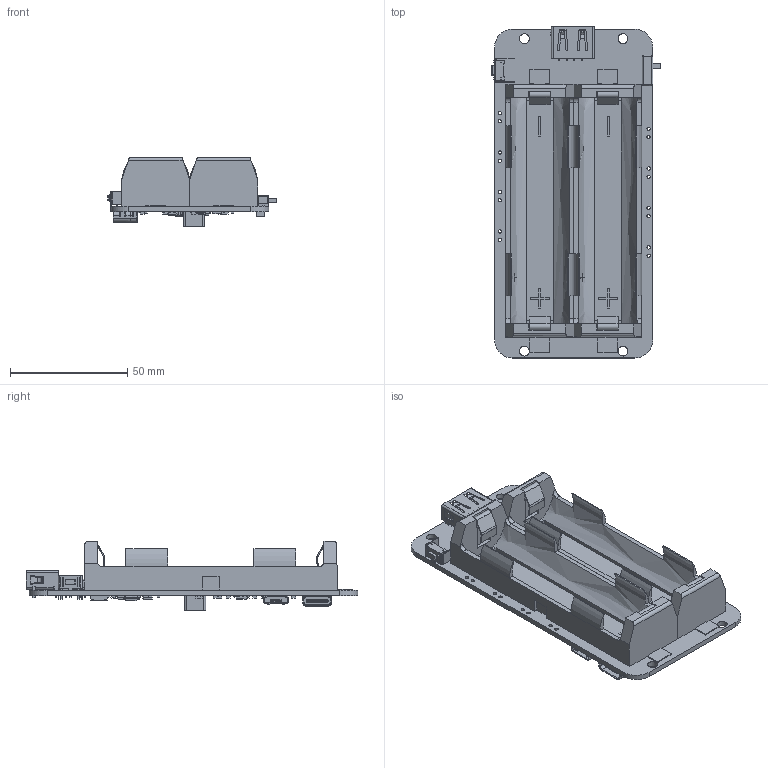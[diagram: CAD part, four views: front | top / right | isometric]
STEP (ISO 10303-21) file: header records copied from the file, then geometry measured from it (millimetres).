
FILE_DESCRIPTION(('FreeCAD Model'),'2;1');
FILE_NAME('Open CASCADE Shape Model','2025-05-05T03:42:17',('FreeCAD'),( 'FreeCAD'),'Open CASCADE STEP processor 7.6','FreeCAD','Unknown');
FILE_SCHEMA(('AUTOMOTIVE_DESIGN { 1 0 10303 214 1 1 1 1 }'));
Products named in the file (1): Open CASCADE STEP translator 7.6 1
Bounding box: 71.97 x 141.86 x 29.71 mm (x, y, z)
Volume: 55867.7 mm3; surface area: 52986.5 mm2
Topology: 211 solids, 211 shells, 8049 faces, 21431 edges, 13633 vertices
Faces by surface type: bspline 8049
Entity records: 240638 total; most frequent: CARTESIAN_POINT 113605, ORIENTED_EDGE 42218, EDGE_CURVE 21109, B_SPLINE_CURVE_WITH_KNOTS 18452, VERTEX_POINT 13633, FACE_BOUND 8372, EDGE_LOOP 8372, ADVANCED_FACE 8049
